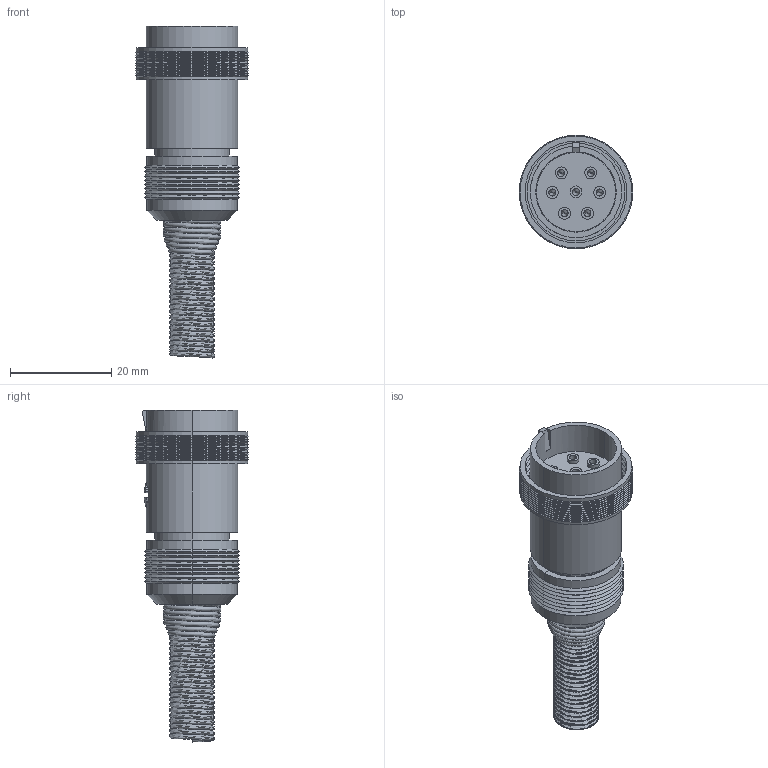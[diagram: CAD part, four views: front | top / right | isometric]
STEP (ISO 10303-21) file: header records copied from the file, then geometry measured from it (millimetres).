
FILE_DESCRIPTION (( 'STEP AP203' ), '1' );
FILE_NAME ('A1484-1-CN.STEP', '2013-11-19T14:14:08', ( '' ), ( '' ), 'SwSTEP 2.0', 'SolidWorks 2012', '' );
FILE_SCHEMA (( 'CONFIG_CONTROL_DESIGN' ));
Length unit declared in the file: inch
Products named in the file (5): A1485-1; A1422-1; A1415-1; A1484-1-CN; A1421-1
Assembly tree (10 placements, depth 2):
  A1484-1-CN
    A1485-1
    A1422-1
    A1415-1
    A1421-1  x7
Bounding box: 22.43 x 22.43 x 65.54 mm (x, y, z)
Volume: 5630.2 mm3; surface area: 12431.3 mm2
Topology: 12 solids, 12 shells, 539 faces, 1194 edges, 692 vertices
Faces by surface type: cone 218, cylinder 149, plane 148, bspline 20, torus 4
Entity records: 19172 total; most frequent: CARTESIAN_POINT 9627, DIRECTION 1934, ORIENTED_EDGE 1784, EDGE_CURVE 892, AXIS2_PLACEMENT_3D 746, VERTEX_POINT 506, VECTOR 442, LINE 442
